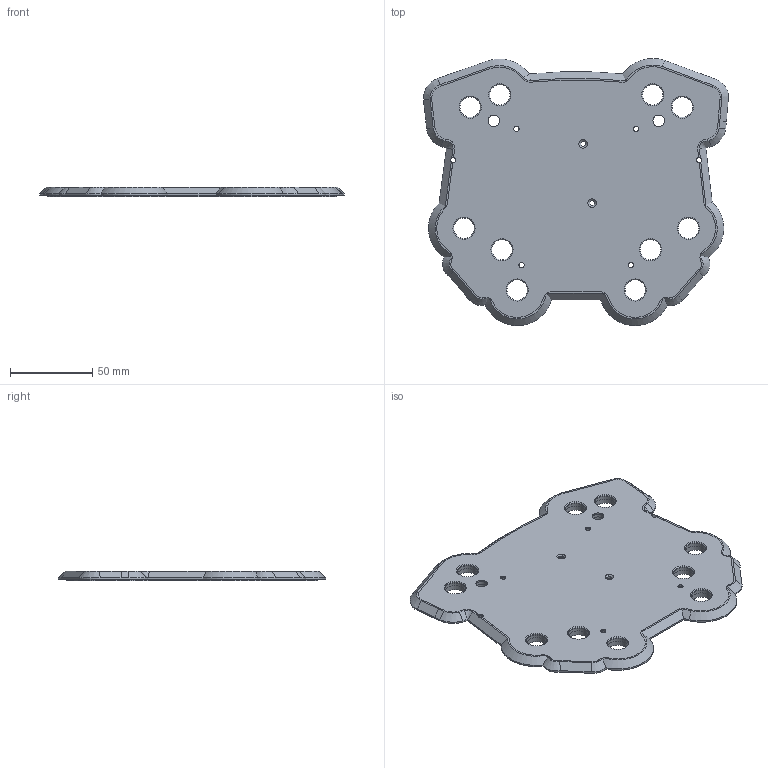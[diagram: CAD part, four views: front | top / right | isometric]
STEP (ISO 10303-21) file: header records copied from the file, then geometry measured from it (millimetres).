
FILE_DESCRIPTION(/* description */ (''),/* implementation_level */ '2;1');
FILE_NAME(/* name */ 'Botoneras.step',/* time_stamp */ '2025-08-30T11:29:31+02:00',/* author */ (''),/* organization */ (''),/* preprocessor_version */ 'ST-DEVELOPER v20.1',/* originating_system */ 'Autodesk Translation Framework v14.10.0.0',/* authorisation */ '');
FILE_SCHEMA (('AUTOMOTIVE_DESIGN { 1 0 10303 214 3 1 1 }'));
Length unit declared in the file: millimetre
Products named in the file (1): Botoneras
Bounding box: 185.86 x 162.77 x 6 mm (x, y, z)
Volume: 73320.4 mm3; surface area: 108552.6 mm2
Topology: 6 solids, 6 shells, 397 faces, 1057 edges, 690 vertices
Faces by surface type: cylinder 229, plane 136, cone 32
Full cylindrical faces by diameter (mm): 3.2 x12, 5.2 x6, 7 x4, 9 x2, 12.5 x20, 14.5 x10
Entity records: 12753 total; most frequent: DIRECTION 2323, CARTESIAN_POINT 2259, ORIENTED_EDGE 2114, EDGE_CURVE 1057, AXIS2_PLACEMENT_3D 898, VERTEX_POINT 690, LINE 527, VECTOR 527
